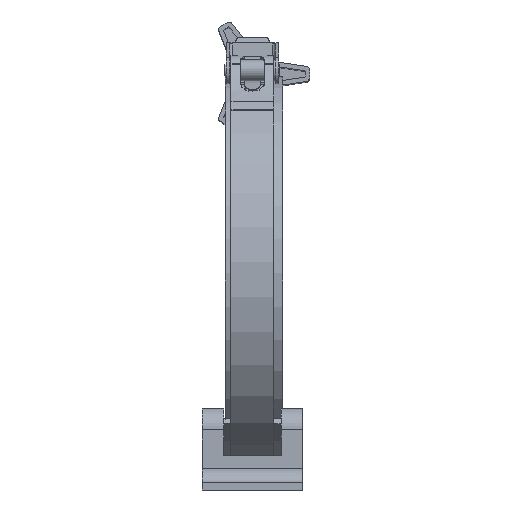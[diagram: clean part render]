
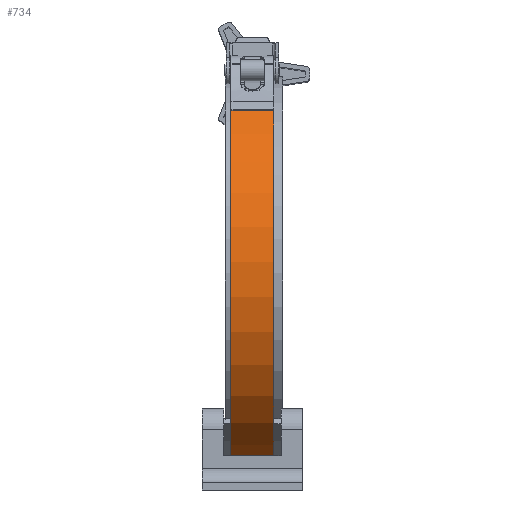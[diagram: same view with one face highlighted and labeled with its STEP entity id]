
A CAD part, left-side view. The second image highlights one B-rep face of the part: STEP entity #734.
In plain terms, the highlighted cylindrical face has radius 91.44 mm (diameter 182.88 mm), a partial arc.
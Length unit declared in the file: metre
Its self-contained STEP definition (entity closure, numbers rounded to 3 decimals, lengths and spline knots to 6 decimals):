
#734=ADVANCED_FACE('',(#1479),#1480,.T.);
#1479=FACE_OUTER_BOUND('',#3219,.T.);
#1480=CYLINDRICAL_SURFACE('',#3220,0.09144);
#3219=EDGE_LOOP('',(#6019,#6020,#6021,#6022));
#3220=AXIS2_PLACEMENT_3D('',#6023,#6024,#6025);
#6019=ORIENTED_EDGE('',*,*,#7404,.T.);
#6020=ORIENTED_EDGE('',*,*,#7305,.F.);
#6021=ORIENTED_EDGE('',*,*,#7598,.F.);
#6022=ORIENTED_EDGE('',*,*,#7691,.T.);
#6023=CARTESIAN_POINT('',(0.0,0.,0.01905));
#6024=DIRECTION('',(0.0,0.0,-1.0));
#6025=DIRECTION('',(-1.0,0.0,0.0));
#7305=EDGE_CURVE('',#8388,#8386,#8390,.T.);
#7404=EDGE_CURVE('',#8553,#8386,#8554,.T.);
#7598=EDGE_CURVE('',#8851,#8388,#8853,.T.);
#7691=EDGE_CURVE('',#8851,#8553,#8982,.T.);
#8386=VERTEX_POINT('',#10375);
#8388=VERTEX_POINT('',#10378);
#8390=LINE('',#10381,#10382);
#8553=VERTEX_POINT('',#10960);
#8554=CIRCLE('',#10961,0.09144);
#8851=VERTEX_POINT('',#11749);
#8853=CIRCLE('',#11752,0.09144);
#8982=LINE('',#11972,#11973);
#10375=CARTESIAN_POINT('',(0.054728,0.073254,0.0));
#10378=CARTESIAN_POINT('',(0.054728,0.073254,0.01905));
#10381=CARTESIAN_POINT('',(0.054728,0.073254,0.01905));
#10382=VECTOR('',#13283,1.0);
#10960=CARTESIAN_POINT('',(-0.054728,0.073254,0.0));
#10961=AXIS2_PLACEMENT_3D('',#13435,#13436,#13437);
#11749=CARTESIAN_POINT('',(-0.054728,0.073254,0.01905));
#11752=AXIS2_PLACEMENT_3D('',#13706,#13707,#13708);
#11972=CARTESIAN_POINT('',(-0.054728,0.073254,0.01905));
#11973=VECTOR('',#13837,1.0);
#13283=DIRECTION('',(0.0,0.0,-1.0));
#13435=CARTESIAN_POINT('',(0.0,0.,0.0));
#13436=DIRECTION('',(0.0,0.0,1.0));
#13437=DIRECTION('',(1.0,0.0,0.0));
#13706=CARTESIAN_POINT('',(0.0,0.,0.01905));
#13707=DIRECTION('',(0.0,0.0,1.0));
#13708=DIRECTION('',(1.0,0.0,0.0));
#13837=DIRECTION('',(0.0,0.0,-1.0));
